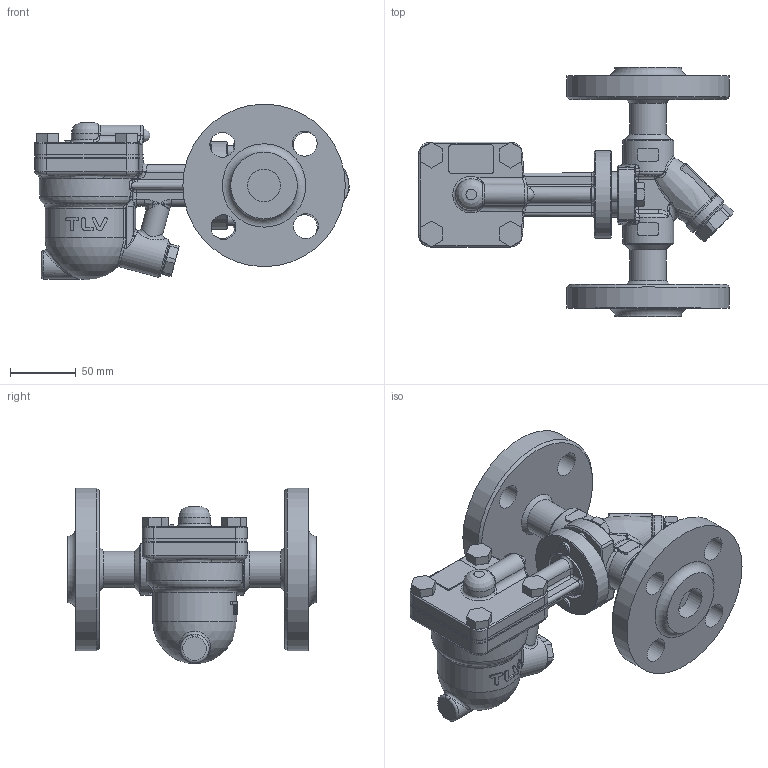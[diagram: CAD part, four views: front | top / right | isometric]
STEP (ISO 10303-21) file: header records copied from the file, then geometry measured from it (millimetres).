
FILE_DESCRIPTION(/* description */ (''),/* implementation_level */ '2;1');
FILE_NAME(/* name */ 'fj32x-025-a0600-02.stp',/* time_stamp */ '2022-07-05T10:49:32+09:00',/* author */ ('mafukuda'),/* organization */ (''),/* preprocessor_version */ 'ST-DEVELOPER v18',/* originating_system */ 'Autodesk Inventor 2020',/* authorisation */ '');
FILE_SCHEMA (('AUTOMOTIVE_DESIGN { 1 0 10303 214 3 1 1 }'));
Length unit declared in the file: millimetre
Products named in the file (1): fj320-025-a0600-02
Bounding box: 240 x 190 x 134 mm (x, y, z)
Volume: 1142187.3 mm3; surface area: 164333.8 mm2
Topology: 2 solids, 14 shells, 692 faces, 1699 edges, 1054 vertices
Faces by surface type: plane 254, cylinder 218, bspline 105, torus 67, cone 36, sphere 12
Full cylindrical faces by diameter (mm): 7 x2, 8.73 x1, 10 x12, 10.5 x2, 12 x4, 14.28 x1, 14.5 x1, 14.6 x1, 16 x1, 17 x1, 18 x1, 18.2 x1, 19 x8, 21.7 x2, 23 x1, 24 x2, 24.2 x1, 25 x4, 25.4 x1, 27.7 x2, 29 x1, 30 x1, 30.9 x1, 32.9 x1, 33.6 x1, 34 x1, 35 x2, 35.5 x1, 35.6 x1, 38 x1
Entity records: 25115 total; most frequent: CARTESIAN_POINT 8947, ORIENTED_EDGE 3362, DIRECTION 3303, EDGE_CURVE 1681, AXIS2_PLACEMENT_3D 1360, VERTEX_POINT 1055, EDGE_LOOP 772, CIRCLE 698
